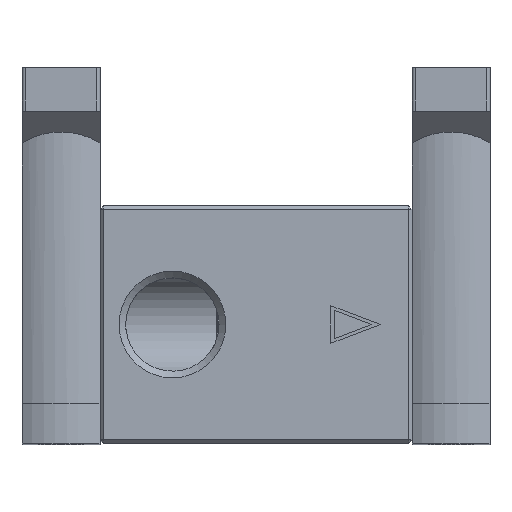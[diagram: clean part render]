
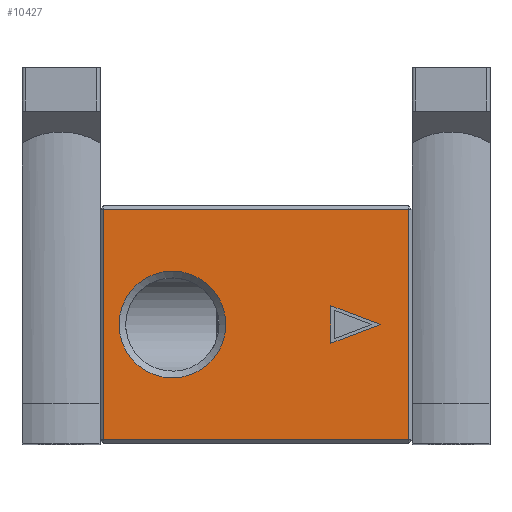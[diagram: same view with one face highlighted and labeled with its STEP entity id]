
A CAD part, top view. The second image highlights one B-rep face of the part: STEP entity #10427.
In plain terms, the highlighted planar face has unit normal (0, 0, 1).
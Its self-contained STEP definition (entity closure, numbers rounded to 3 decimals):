
#379=CIRCLE('',#11126,8.55);
#2442=ORIENTED_EDGE('',*,*,#3525,.T.);
#2443=ORIENTED_EDGE('',*,*,#3523,.T.);
#2444=ORIENTED_EDGE('',*,*,#3520,.T.);
#2445=ORIENTED_EDGE('',*,*,#3519,.T.);
#2446=ORIENTED_EDGE('',*,*,#3518,.T.);
#2447=ORIENTED_EDGE('',*,*,#3517,.T.);
#2448=ORIENTED_EDGE('',*,*,#3516,.T.);
#2449=ORIENTED_EDGE('',*,*,#3527,.F.);
#3516=EDGE_CURVE('',#4225,#4227,#5060,.T.);
#3517=EDGE_CURVE('',#4226,#4225,#5061,.T.);
#3518=EDGE_CURVE('',#4228,#4226,#5062,.T.);
#3519=EDGE_CURVE('',#4227,#4228,#5063,.T.);
#3520=EDGE_CURVE('',#4240,#4241,#5064,.T.);
#3523=EDGE_CURVE('',#4242,#4240,#5067,.T.);
#3525=EDGE_CURVE('',#4241,#4242,#5069,.T.);
#3527=EDGE_CURVE('',#4244,#4244,#379,.T.);
#4225=VERTEX_POINT('',#16237);
#4226=VERTEX_POINT('',#16241);
#4227=VERTEX_POINT('',#16253);
#4228=VERTEX_POINT('',#16257);
#4240=VERTEX_POINT('',#16308);
#4241=VERTEX_POINT('',#16309);
#4242=VERTEX_POINT('',#16314);
#4244=VERTEX_POINT('',#16323);
#5060=LINE('',#16299,#5876);
#5061=LINE('',#16301,#5877);
#5062=LINE('',#16303,#5878);
#5063=LINE('',#16305,#5879);
#5064=LINE('',#16307,#5880);
#5067=LINE('',#16313,#5883);
#5069=LINE('',#16317,#5885);
#5876=VECTOR('',#13246,1000.);
#5877=VECTOR('',#13249,1000.);
#5878=VECTOR('',#13252,1000.);
#5879=VECTOR('',#13255,1000.);
#5880=VECTOR('',#13258,1000.);
#5883=VECTOR('',#13263,1000.);
#5885=VECTOR('',#13267,1000.);
#6432=EDGE_LOOP('',(#2442,#2443,#2444));
#6433=EDGE_LOOP('',(#2445,#2446,#2447,#2448));
#6434=EDGE_LOOP('',(#2449));
#7007=FACE_BOUND('',#6432,.T.);
#7008=FACE_BOUND('',#6433,.T.);
#7009=FACE_BOUND('',#6434,.T.);
#7350=PLANE('',#11125);
#10427=ADVANCED_FACE('',(#7007,#7008,#7009),#7350,.T.);
#11125=AXIS2_PLACEMENT_3D('',#16321,#13272,#13273);
#11126=AXIS2_PLACEMENT_3D('',#16322,#13274,#13275);
#13246=DIRECTION('',(-1.,0.,0.));
#13249=DIRECTION('',(0.,1.,0.));
#13252=DIRECTION('',(1.,0.,0.));
#13255=DIRECTION('',(0.,-1.,0.));
#13258=DIRECTION('',(0.936,-0.351,0.));
#13263=DIRECTION('',(0.,1.,0.));
#13267=DIRECTION('',(-0.936,-0.351,0.));
#13272=DIRECTION('',(0.,0.,1.));
#13273=DIRECTION('',(1.,0.,0.));
#13274=DIRECTION('',(0.,0.,1.));
#13275=DIRECTION('',(1.,0.,0.));
#16237=CARTESIAN_POINT('',(24.5,18.5,21.4));
#16241=CARTESIAN_POINT('',(24.5,-18.5,21.4));
#16253=CARTESIAN_POINT('',(-24.5,18.5,21.4));
#16257=CARTESIAN_POINT('',(-24.5,-18.5,21.4));
#16299=CARTESIAN_POINT('',(-25.,18.5,21.4));
#16301=CARTESIAN_POINT('',(24.5,-19.,21.4));
#16303=CARTESIAN_POINT('',(25.,-18.5,21.4));
#16305=CARTESIAN_POINT('',(-24.5,-19.,21.4));
#16307=CARTESIAN_POINT('',(12.,3.,21.4));
#16308=CARTESIAN_POINT('',(12.,3.,21.4));
#16309=CARTESIAN_POINT('',(20.,0.,21.4));
#16313=CARTESIAN_POINT('',(12.,-3.,21.4));
#16314=CARTESIAN_POINT('',(12.,-3.,21.4));
#16317=CARTESIAN_POINT('',(20.,0.,21.4));
#16321=CARTESIAN_POINT('',(-25.,-19.,21.4));
#16322=CARTESIAN_POINT('',(-13.4,0.,21.4));
#16323=CARTESIAN_POINT('',(-4.85,0.,21.4));
